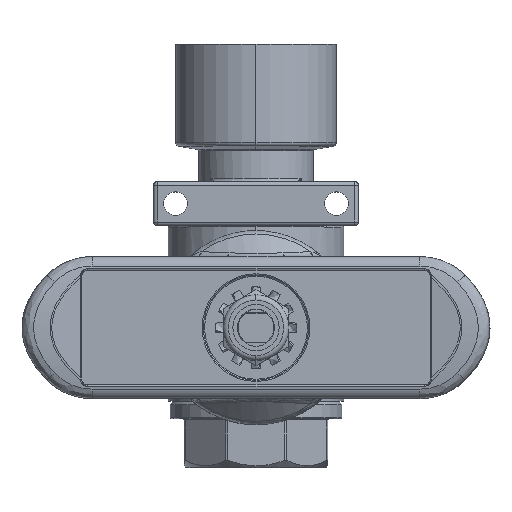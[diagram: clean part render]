
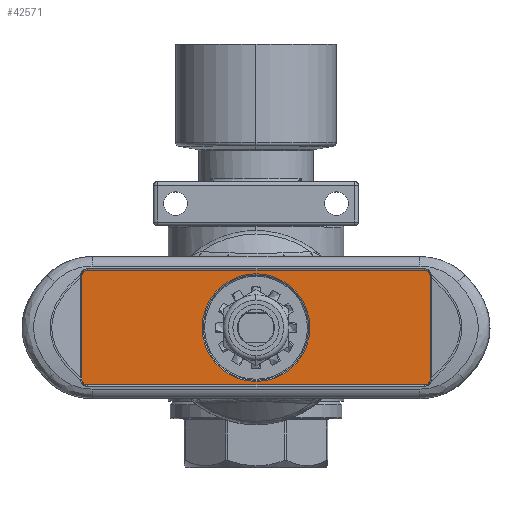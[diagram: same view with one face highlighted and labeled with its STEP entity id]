
A CAD part, top view. The second image highlights one B-rep face of the part: STEP entity #42571.
In plain terms, the highlighted planar face has unit normal (0, 0, 1).
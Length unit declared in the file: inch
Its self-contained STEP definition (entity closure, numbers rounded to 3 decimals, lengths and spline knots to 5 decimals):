
#37848=CARTESIAN_POINT('',(1.44,-0.44,-0.18137));
#37849=DIRECTION('',(0.,0.,1.));
#37850=DIRECTION('',(0.,-1.,0.));
#37851=AXIS2_PLACEMENT_3D('',#37848,#37849,#37850);
#37853=DIRECTION('',(1.,0.,0.));
#37854=VECTOR('',#37853,2.88);
#37855=CARTESIAN_POINT('',(-1.44,-0.49,-0.18137));
#37856=LINE('',#37855,#37854);
#37857=CARTESIAN_POINT('',(-1.44,-0.44,-0.18137));
#37858=DIRECTION('',(0.,0.,1.));
#37859=DIRECTION('',(-1.,0.,0.));
#37860=AXIS2_PLACEMENT_3D('',#37857,#37858,#37859);
#37862=DIRECTION('',(0.,-1.,0.));
#37863=VECTOR('',#37862,0.88);
#37864=CARTESIAN_POINT('',(-1.49,0.44,-0.18137));
#37865=LINE('',#37864,#37863);
#37866=CARTESIAN_POINT('',(-1.44,0.44,-0.18137));
#37867=DIRECTION('',(0.,0.,1.));
#37868=DIRECTION('',(0.,1.,0.));
#37869=AXIS2_PLACEMENT_3D('',#37866,#37867,#37868);
#37871=DIRECTION('',(-1.,0.,0.));
#37872=VECTOR('',#37871,2.88);
#37873=CARTESIAN_POINT('',(1.44,0.49,-0.18137));
#37874=LINE('',#37873,#37872);
#37875=CARTESIAN_POINT('',(1.44,0.44,-0.18137));
#37876=DIRECTION('',(0.,0.,1.));
#37877=DIRECTION('',(1.,0.,0.));
#37878=AXIS2_PLACEMENT_3D('',#37875,#37876,#37877);
#37880=DIRECTION('',(0.,1.,0.));
#37881=VECTOR('',#37880,0.88);
#37882=CARTESIAN_POINT('',(1.49,-0.44,-0.18137));
#37883=LINE('',#37882,#37881);
#37884=CARTESIAN_POINT('',(0.,0.,-0.18137));
#37885=DIRECTION('',(0.,0.,-1.));
#37886=DIRECTION('',(-1.,0.,0.));
#37887=AXIS2_PLACEMENT_3D('',#37884,#37885,#37886);
#37889=CARTESIAN_POINT('',(0.,0.,-0.18137));
#37890=DIRECTION('',(0.,0.,-1.));
#37891=DIRECTION('',(1.,0.,0.));
#37892=AXIS2_PLACEMENT_3D('',#37889,#37890,#37891);
#38278=CARTESIAN_POINT('',(1.49,-0.44,-0.18137));
#38279=CARTESIAN_POINT('',(1.49,0.44,-0.18137));
#38280=VERTEX_POINT('',#38278);
#38281=VERTEX_POINT('',#38279);
#38282=CARTESIAN_POINT('',(1.44,0.49,-0.18137));
#38283=CARTESIAN_POINT('',(-1.44,0.49,-0.18137));
#38284=VERTEX_POINT('',#38282);
#38285=VERTEX_POINT('',#38283);
#38286=CARTESIAN_POINT('',(-1.49,0.44,-0.18137));
#38287=CARTESIAN_POINT('',(-1.49,-0.44,-0.18137));
#38288=VERTEX_POINT('',#38286);
#38289=VERTEX_POINT('',#38287);
#38290=CARTESIAN_POINT('',(-1.44,-0.49,-0.18137));
#38291=CARTESIAN_POINT('',(1.44,-0.49,-0.18137));
#38292=VERTEX_POINT('',#38290);
#38293=VERTEX_POINT('',#38291);
#38496=CARTESIAN_POINT('',(-0.46,0.,-0.18137));
#38497=CARTESIAN_POINT('',(0.46,0.,-0.18137));
#38498=VERTEX_POINT('',#38496);
#38499=VERTEX_POINT('',#38497);
#42543=CARTESIAN_POINT('',(0.,0.,-0.18137));
#42544=DIRECTION('',(0.,0.,1.));
#42545=DIRECTION('',(1.,0.,0.));
#42546=AXIS2_PLACEMENT_3D('',#42543,#42544,#42545);
#42547=PLANE('',#42546);
#42549=ORIENTED_EDGE('',*,*,#42548,.F.);
#42551=ORIENTED_EDGE('',*,*,#42550,.F.);
#42553=ORIENTED_EDGE('',*,*,#42552,.F.);
#42555=ORIENTED_EDGE('',*,*,#42554,.F.);
#42557=ORIENTED_EDGE('',*,*,#42556,.F.);
#42559=ORIENTED_EDGE('',*,*,#42558,.F.);
#42561=ORIENTED_EDGE('',*,*,#42560,.F.);
#42563=ORIENTED_EDGE('',*,*,#42562,.F.);
#42564=EDGE_LOOP('',(#42549,#42551,#42553,#42555,#42557,#42559,#42561,#42563));
#42565=FACE_OUTER_BOUND('',#42564,.F.);
#42567=ORIENTED_EDGE('',*,*,#42566,.F.);
#42568=ORIENTED_EDGE('',*,*,#42533,.F.);
#42569=EDGE_LOOP('',(#42567,#42568));
#42570=FACE_BOUND('',#42569,.F.);
#42571=ADVANCED_FACE('',(#42565,#42570),#42547,.T.);
#37852=CIRCLE('',#37851,0.05);
#37861=CIRCLE('',#37860,0.05);
#37870=CIRCLE('',#37869,0.05);
#37879=CIRCLE('',#37878,0.05);
#37888=CIRCLE('',#37887,0.46);
#37893=CIRCLE('',#37892,0.46);
#42533=EDGE_CURVE('',#38499,#38498,#37893,.T.);
#42548=EDGE_CURVE('',#38293,#38280,#37852,.T.);
#42550=EDGE_CURVE('',#38292,#38293,#37856,.T.);
#42552=EDGE_CURVE('',#38289,#38292,#37861,.T.);
#42554=EDGE_CURVE('',#38288,#38289,#37865,.T.);
#42556=EDGE_CURVE('',#38285,#38288,#37870,.T.);
#42558=EDGE_CURVE('',#38284,#38285,#37874,.T.);
#42560=EDGE_CURVE('',#38281,#38284,#37879,.T.);
#42562=EDGE_CURVE('',#38280,#38281,#37883,.T.);
#42566=EDGE_CURVE('',#38498,#38499,#37888,.T.);
